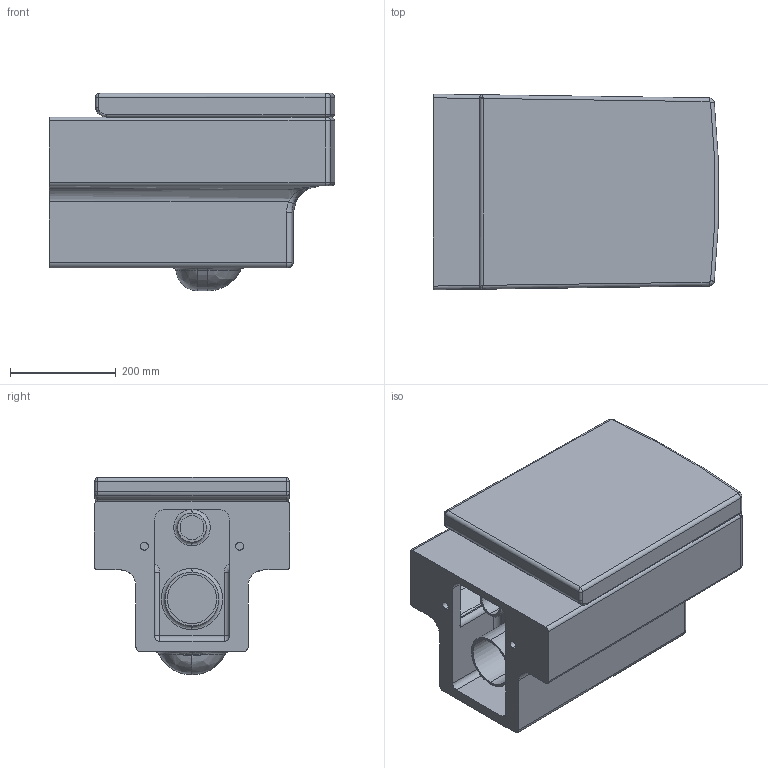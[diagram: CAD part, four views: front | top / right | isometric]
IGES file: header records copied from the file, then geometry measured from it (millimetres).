
Global section: file name: No Iges File Name specified; native system: AutoDesk Inventor R11.0; preprocessor: AutoDesk Inventor Iges Exporter R11.0; author: No Author specified; organization: No Organization specified; date: 20081120.193811; units: millimetre
Bounding box: 539 x 370 x 373.09 mm (x, y, z)
Volume: 27704685.8 mm3; surface area: 1667601.6 mm2
Topology: 2 solids, 2 shells, 262 faces, 624 edges, 365 vertices
Faces by surface type: bspline 59, plane 58, cylinder 56, revolution 54, torus 33, sphere 2
